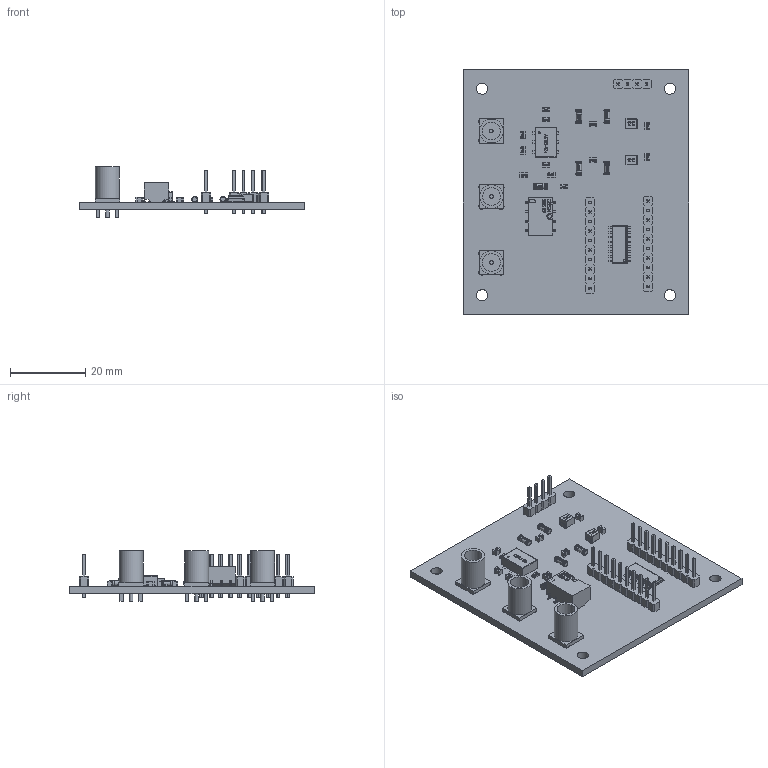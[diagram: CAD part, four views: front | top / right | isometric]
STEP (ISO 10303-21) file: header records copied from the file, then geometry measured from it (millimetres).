
FILE_DESCRIPTION(('Open CASCADE Model'),'2;1');
FILE_NAME('Open CASCADE Shape Model','2025-06-08T21:19:33',('Author'),( 'Open CASCADE'),'Open CASCADE STEP processor 6.8','Open CASCADE 6.8' ,'Unknown');
FILE_SCHEMA(('AUTOMOTIVE_DESIGN { 1 0 10303 214 1 1 1 1 }'));
Length unit declared in the file: millimetre
Products named in the file (46): PCB; Board; D1; 1352687296; Open_CASCADE_STEP_translator_6.8_22.1; Body; Open_CASCADE_STEP_translator_6.8_22.2.1; Leader; XW3; SMA_connector; Open CASCADE STEP translator 6.8 1.3.1.1; Open CASCADE STEP translator 6.8 1.3.1.2; XW2; XW1; XP3; PLS-1x4; XP2; PLS-1x10; XP1; T1; áàëóí; R2; 凎賥嚦闉_1206___1206_SMD; R1; L2; 1210_ind; L1; K1; relay_G6K-2F; VD5; MiniMelf; VD4; VD3; VD2; VD1; C10; 0805_cap; C9; C8; C7 ...
Assembly tree (78 placements, depth 5):
  PCB
    Board
    D1
      1352687296
        Open_CASCADE_STEP_translator_6.8_22.1
        Body
          Open_CASCADE_STEP_translator_6.8_22.2.1
        Leader  x16
    XW3
      SMA_connector
        Open CASCADE STEP translator 6.8 1.3.1.1
        Open CASCADE STEP translator 6.8 1.3.1.2
    XW2
      SMA_connector
        Open CASCADE STEP translator 6.8 1.3.1.1
        Open CASCADE STEP translator 6.8 1.3.1.2
    XW1
      SMA_connector
        Open CASCADE STEP translator 6.8 1.3.1.1
        Open CASCADE STEP translator 6.8 1.3.1.2
    XP3
      PLS-1x4
    XP2
      PLS-1x10
    XP1
      PLS-1x10
    T1
      áàëóí
    R2
      凎賥嚦闉_1206___1206_SMD
    R1
      凎賥嚦闉_1206___1206_SMD
    L2
      1210_ind
    L1
      1210_ind
    K1
      relay_G6K-2F
    VD5
      MiniMelf
    VD4
      MiniMelf
    VD3
      MiniMelf
    VD2
      MiniMelf
    VD1
      MiniMelf
    C10
      0805_cap
    C9
      0805_cap
    C8
      0805_cap
    C7
      0805_cap
    C6
      0805_cap
    C5
      0805_cap
Bounding box: 60 x 65 x 13.5 mm (x, y, z)
Volume: 9439.5 mm3; surface area: 12258 mm2
Topology: 161 solids, 162 shells, 4669 faces, 13159 edges, 8912 vertices
Faces by surface type: plane 2174, extrusion 1396, cylinder 874, sphere 166, torus 51, bspline 8
Full cylindrical faces by diameter (mm): 0.5 x2, 0.95 x6, 1 x30, 1.45 x10, 1.452 x5, 1.6 x25, 3 x4, 4.724 x6, 6.35 x3
Entity records: 69167 total; most frequent: CARTESIAN_POINT 15656, ORIENTED_EDGE 9475, DIRECTION 7186, EDGE_CURVE 4738, VECTOR 3378, VERTEX_POINT 3154, LINE 2863, FACE_BOUND 1953
